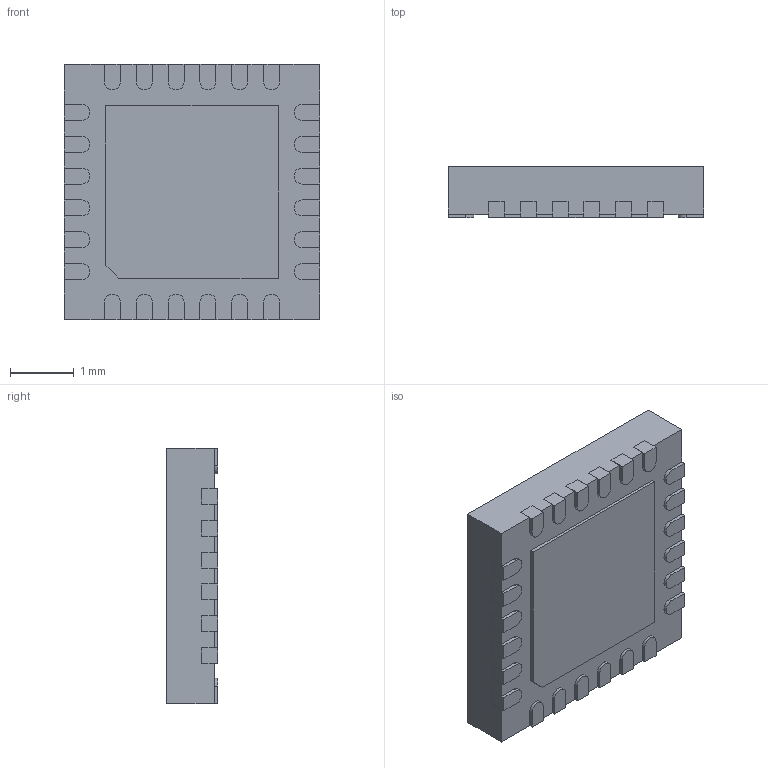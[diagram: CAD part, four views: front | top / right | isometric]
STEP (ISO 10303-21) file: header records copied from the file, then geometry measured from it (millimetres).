
FILE_DESCRIPTION (( 'STEP AP214' ), '1' );
FILE_NAME ('EFM8SB20F32G-A-QFN24.STEP', '2021-11-06T00:10:27', ( '' ), ( '' ), 'SwSTEP 2.0', 'SolidWorks 2020', '' );
FILE_SCHEMA (( 'AUTOMOTIVE_DESIGN' ));
Length unit declared in the file: millimetre
Products named in the file (1): EFM8SB20F32G-A-QFN24
Bounding box: 4 x 0.8 x 4 mm (x, y, z)
Volume: 12.5 mm3; surface area: 78.6 mm2
Topology: 27 solids, 27 shells, 278 faces, 666 edges, 444 vertices
Faces by surface type: plane 214, cylinder 64
Entity records: 8286 total; most frequent: CARTESIAN_POINT 1389, DIRECTION 1352, ORIENTED_EDGE 1332, EDGE_CURVE 666, LINE 538, VECTOR 538, VERTEX_POINT 444, AXIS2_PLACEMENT_3D 407
